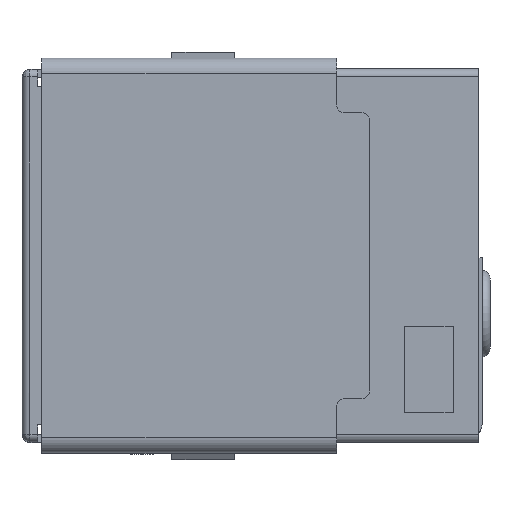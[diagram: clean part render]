
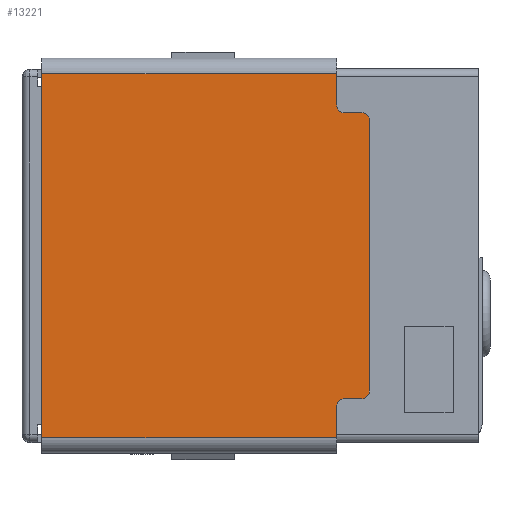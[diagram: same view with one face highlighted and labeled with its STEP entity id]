
A CAD part, top view. The second image highlights one B-rep face of the part: STEP entity #13221.
In plain terms, the highlighted planar face has unit normal (0, 0, 1).
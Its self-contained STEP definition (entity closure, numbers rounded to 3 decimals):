
#11846=DIRECTION('',(0.,1.,0.));
#11847=VECTOR('',#11846,0.792);
#11848=CARTESIAN_POINT('',(2.2,3.833,7.2));
#11849=LINE('',#11848,#11847);
#11963=DIRECTION('',(0.,1.,0.));
#11964=VECTOR('',#11963,0.792);
#11965=CARTESIAN_POINT('',(2.2,-4.625,7.2));
#11966=LINE('',#11965,#11964);
#11980=DIRECTION('',(0.,-1.,0.));
#11981=VECTOR('',#11980,9.25);
#11982=CARTESIAN_POINT('',(-5.3,4.625,7.2));
#11983=LINE('',#11982,#11981);
#11989=CARTESIAN_POINT('',(2.837,3.433,7.2));
#11990=DIRECTION('',(0.,0.,1.));
#11991=DIRECTION('',(1.,0.,0.));
#11992=AXIS2_PLACEMENT_3D('',#11989,#11990,#11991);
#11994=CARTESIAN_POINT('',(2.837,-3.433,7.2));
#11995=DIRECTION('',(0.,0.,1.));
#11996=DIRECTION('',(0.,-1.,0.));
#11997=AXIS2_PLACEMENT_3D('',#11994,#11995,#11996);
#11999=DIRECTION('',(1.,0.,0.));
#12000=VECTOR('',#11999,0.437);
#12001=CARTESIAN_POINT('',(2.4,-3.633,7.2));
#12002=LINE('',#12001,#12000);
#12003=DIRECTION('',(-1.,0.,0.));
#12004=VECTOR('',#12003,7.5);
#12005=CARTESIAN_POINT('',(2.2,-4.625,7.2));
#12006=LINE('',#12005,#12004);
#12007=DIRECTION('',(1.,0.,0.));
#12008=VECTOR('',#12007,7.5);
#12009=CARTESIAN_POINT('',(-5.3,4.625,7.2));
#12010=LINE('',#12009,#12008);
#12011=DIRECTION('',(-1.,0.,0.));
#12012=VECTOR('',#12011,0.437);
#12013=CARTESIAN_POINT('',(2.837,3.633,7.2));
#12014=LINE('',#12013,#12012);
#12066=CARTESIAN_POINT('',(2.4,3.833,7.2));
#12067=DIRECTION('',(0.,0.,-1.));
#12068=DIRECTION('',(0.,-1.,0.));
#12069=AXIS2_PLACEMENT_3D('',#12066,#12067,#12068);
#12288=CARTESIAN_POINT('',(2.4,-3.833,7.2));
#12289=DIRECTION('',(0.,0.,-1.));
#12290=DIRECTION('',(-1.,0.,0.));
#12291=AXIS2_PLACEMENT_3D('',#12288,#12289,#12290);
#12313=DIRECTION('',(0.,1.,0.));
#12314=VECTOR('',#12313,6.865);
#12315=CARTESIAN_POINT('',(3.037,-3.433,7.2));
#12316=LINE('',#12315,#12314);
#12702=CARTESIAN_POINT('',(2.2,3.833,7.2));
#12704=VERTEX_POINT('',#12702);
#12706=CARTESIAN_POINT('',(2.4,3.633,7.2));
#12708=VERTEX_POINT('',#12706);
#12710=CARTESIAN_POINT('',(2.4,-3.633,7.2));
#12712=VERTEX_POINT('',#12710);
#12714=CARTESIAN_POINT('',(2.2,-3.833,7.2));
#12716=VERTEX_POINT('',#12714);
#12737=CARTESIAN_POINT('',(3.037,3.433,7.2));
#12738=VERTEX_POINT('',#12737);
#12739=CARTESIAN_POINT('',(2.837,3.633,7.2));
#12740=VERTEX_POINT('',#12739);
#12745=CARTESIAN_POINT('',(2.837,-3.633,7.2));
#12746=VERTEX_POINT('',#12745);
#12747=CARTESIAN_POINT('',(3.037,-3.433,7.2));
#12748=VERTEX_POINT('',#12747);
#12750=CARTESIAN_POINT('',(2.2,4.625,7.2));
#12752=VERTEX_POINT('',#12750);
#12753=CARTESIAN_POINT('',(-5.3,4.625,7.2));
#12754=VERTEX_POINT('',#12753);
#12758=CARTESIAN_POINT('',(-5.3,-4.625,7.2));
#12760=VERTEX_POINT('',#12758);
#12761=CARTESIAN_POINT('',(2.2,-4.625,7.2));
#12762=VERTEX_POINT('',#12761);
#13195=CARTESIAN_POINT('',(2.2,-5.025,7.2));
#13196=DIRECTION('',(0.,0.,1.));
#13197=DIRECTION('',(-1.,0.,0.));
#13198=AXIS2_PLACEMENT_3D('',#13195,#13196,#13197);
#13199=PLANE('',#13198);
#13201=ORIENTED_EDGE('',*,*,#13200,.F.);
#13203=ORIENTED_EDGE('',*,*,#13202,.F.);
#13205=ORIENTED_EDGE('',*,*,#13204,.F.);
#13207=ORIENTED_EDGE('',*,*,#13206,.F.);
#13209=ORIENTED_EDGE('',*,*,#13208,.F.);
#13210=ORIENTED_EDGE('',*,*,#13115,.F.);
#13211=ORIENTED_EDGE('',*,*,#13145,.T.);
#13212=ORIENTED_EDGE('',*,*,#13166,.F.);
#13213=ORIENTED_EDGE('',*,*,#12935,.T.);
#13214=ORIENTED_EDGE('',*,*,#12967,.F.);
#13216=ORIENTED_EDGE('',*,*,#13215,.F.);
#13218=ORIENTED_EDGE('',*,*,#13217,.F.);
#13219=EDGE_LOOP('',(#13201,#13203,#13205,#13207,#13209,#13210,#13211,#13212,
#13213,#13214,#13216,#13218));
#13220=FACE_OUTER_BOUND('',#13219,.F.);
#11993=CIRCLE('',#11992,0.2);
#11998=CIRCLE('',#11997,0.2);
#12070=CIRCLE('',#12069,0.2);
#12292=CIRCLE('',#12291,0.2);
#12935=EDGE_CURVE('',#12754,#12752,#12010,.T.);
#12967=EDGE_CURVE('',#12704,#12752,#11849,.T.);
#13115=EDGE_CURVE('',#12762,#12716,#11966,.T.);
#13145=EDGE_CURVE('',#12762,#12760,#12006,.T.);
#13166=EDGE_CURVE('',#12754,#12760,#11983,.T.);
#13200=EDGE_CURVE('',#12738,#12740,#11993,.T.);
#13202=EDGE_CURVE('',#12748,#12738,#12316,.T.);
#13204=EDGE_CURVE('',#12746,#12748,#11998,.T.);
#13206=EDGE_CURVE('',#12712,#12746,#12002,.T.);
#13208=EDGE_CURVE('',#12716,#12712,#12292,.T.);
#13215=EDGE_CURVE('',#12708,#12704,#12070,.T.);
#13217=EDGE_CURVE('',#12740,#12708,#12014,.T.);
#13221=ADVANCED_FACE('',(#13220),#13199,.T.);
